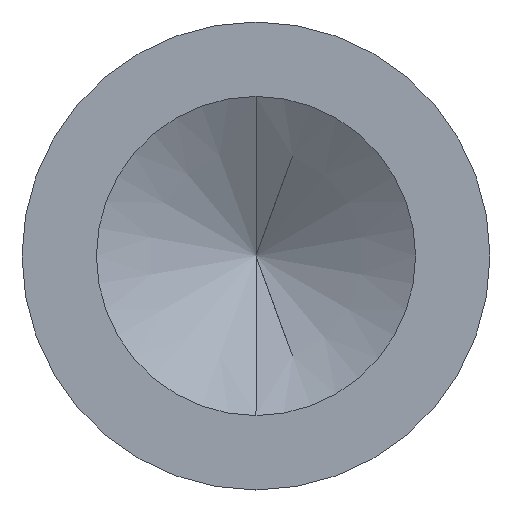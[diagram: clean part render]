
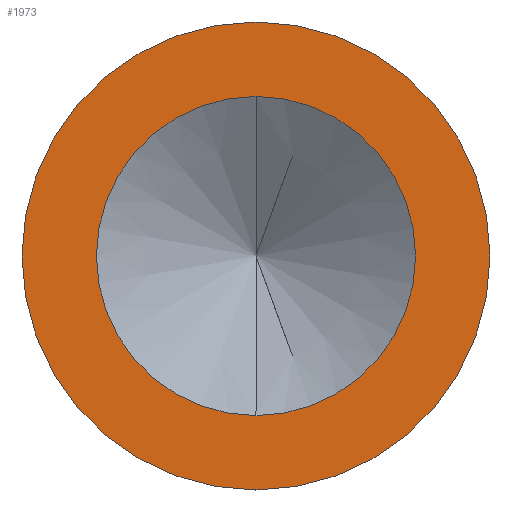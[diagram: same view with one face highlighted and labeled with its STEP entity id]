
A CAD part, front view. The second image highlights one B-rep face of the part: STEP entity #1973.
In plain terms, the highlighted planar face has unit normal (0, -1, 0).
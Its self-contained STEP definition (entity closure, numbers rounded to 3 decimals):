
#224 = CARTESIAN_POINT ( 'NONE',  ( 0., 0., 0.66 ) ) ;
#246 = VERTEX_POINT ( 'NONE', #2794 ) ;
#272 = AXIS2_PLACEMENT_3D ( 'NONE', #1272, #1572, #3570 ) ;
#362 = VERTEX_POINT ( 'NONE', #224 ) ;
#399 = ORIENTED_EDGE ( 'NONE', *, *, #517, .T. ) ;
#408 = AXIS2_PLACEMENT_3D ( 'NONE', #4015, #1370, #3667 ) ;
#515 = ORIENTED_EDGE ( 'NONE', *, *, #2873, .F. ) ;
#517 = EDGE_CURVE ( 'Defeature ausgef�hrt1_6+Defeature ausgef�hrt1_5+Defeature ausgef�hrt1_5+Defeature ausgef�hrt1_5', #3748, #362, #2740, .T. ) ;
#571 = AXIS2_PLACEMENT_3D ( 'NONE', #963, #634, #1981 ) ;
#634 = DIRECTION ( 'NONE',  ( 0., -1., 0. ) ) ;
#847 = CIRCLE ( 'NONE', #408, 0.45 ) ;
#963 = CARTESIAN_POINT ( 'NONE',  ( 0., 0., 0. ) ) ;
#1048 = CIRCLE ( 'NONE', #272, 0.45 ) ;
#1272 = CARTESIAN_POINT ( 'NONE',  ( 0., 0., 0. ) ) ;
#1277 = CARTESIAN_POINT ( 'NONE',  ( 0., 0., 0. ) ) ;
#1317 = VERTEX_POINT ( 'NONE', #2413 ) ;
#1370 = DIRECTION ( 'NONE',  ( 0., -1., 0. ) ) ;
#1572 = DIRECTION ( 'NONE',  ( 0., -1., 0. ) ) ;
#1610 = FACE_BOUND ( 'NONE', #3444, .T. ) ;
#1655 = DIRECTION ( 'NONE',  ( 0., -1., 0. ) ) ;
#1938 = AXIS2_PLACEMENT_3D ( 'NONE', #2942, #1655, #3894 ) ;
#1973 = ADVANCED_FACE ( 'Defeature ausgef�hrt1_6', ( #1610, #3160 ), #2214, .F. ) ;
#1981 = DIRECTION ( 'NONE',  ( 0., 0., 1. ) ) ;
#2214 = PLANE ( 'NONE',  #2582 ) ;
#2271 = CIRCLE ( 'NONE', #571, 0.66 ) ;
#2413 = CARTESIAN_POINT ( 'NONE',  ( 0., 0., 0.45 ) ) ;
#2528 = EDGE_CURVE ( 'Defeature ausgef�hrt1_6+Defeature ausgef�hrt1_5+Defeature ausgef�hrt1_5+Defeature ausgef�hrt1_5', #362, #3748, #2271, .T. ) ;
#2582 = AXIS2_PLACEMENT_3D ( 'NONE', #1277, #3213, #2606 ) ;
#2606 = DIRECTION ( 'NONE',  ( 0., 0., -1. ) ) ;
#2740 = CIRCLE ( 'NONE', #1938, 0.66 ) ;
#2743 = ORIENTED_EDGE ( 'NONE', *, *, #2528, .T. ) ;
#2794 = CARTESIAN_POINT ( 'NONE',  ( 0., 0., -0.45 ) ) ;
#2873 = EDGE_CURVE ( 'Defeature ausgef�hrt1_8+Defeature ausgef�hrt1_6+Defeature ausgef�hrt1_6+Defeature ausgef�hrt1_6', #1317, #246, #1048, .T. ) ;
#2942 = CARTESIAN_POINT ( 'NONE',  ( 0., 0., 0. ) ) ;
#3160 = FACE_OUTER_BOUND ( 'NONE', #3513, .T. ) ;
#3180 = EDGE_CURVE ( 'Defeature ausgef�hrt1_8+Defeature ausgef�hrt1_6+Defeature ausgef�hrt1_6+Defeature ausgef�hrt1_6', #246, #1317, #847, .T. ) ;
#3213 = DIRECTION ( 'NONE',  ( 0., 1., 0. ) ) ;
#3357 = CARTESIAN_POINT ( 'NONE',  ( 0., 0., -0.66 ) ) ;
#3444 = EDGE_LOOP ( 'NONE', ( #515, #3584 ) ) ;
#3513 = EDGE_LOOP ( 'NONE', ( #2743, #399 ) ) ;
#3570 = DIRECTION ( 'NONE',  ( 0., 0., 1. ) ) ;
#3584 = ORIENTED_EDGE ( 'NONE', *, *, #3180, .F. ) ;
#3667 = DIRECTION ( 'NONE',  ( 0., 0., 1. ) ) ;
#3748 = VERTEX_POINT ( 'NONE', #3357 ) ;
#3894 = DIRECTION ( 'NONE',  ( 0., 0., 1. ) ) ;
#4015 = CARTESIAN_POINT ( 'NONE',  ( 0., 0., 0. ) ) ;
